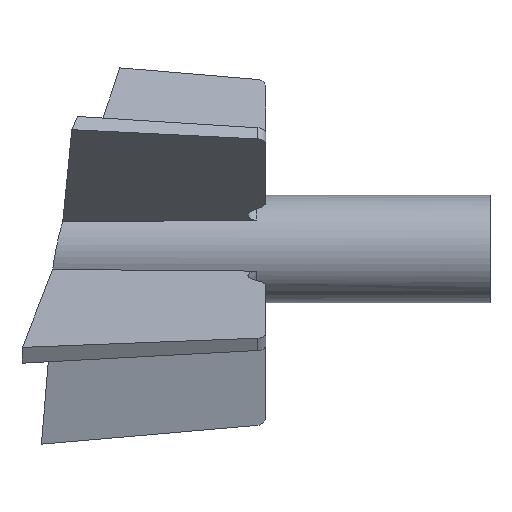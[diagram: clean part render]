
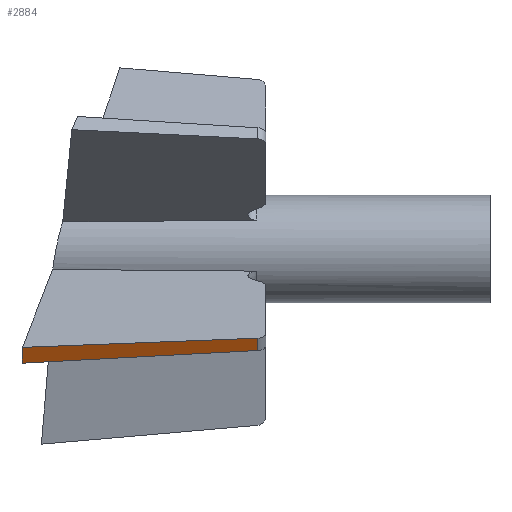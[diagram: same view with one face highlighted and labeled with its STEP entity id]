
A CAD part, left-side view. The second image highlights one B-rep face of the part: STEP entity #2884.
In plain terms, the highlighted planar face has unit normal (-0.845, -0.087, -0.528).
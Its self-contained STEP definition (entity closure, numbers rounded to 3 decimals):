
#2884 = ADVANCED_FACE('',(#2885),#2899,.T.);
#2885 = FACE_BOUND('',#2886,.T.);
#2886 = EDGE_LOOP('',(#2887,#2910,#2926,#2942));
#2887 = ORIENTED_EDGE('',*,*,#2888,.T.);
#2888 = EDGE_CURVE('',#2889,#2891,#2893,.T.);
#2889 = VERTEX_POINT('',#2890);
#2890 = CARTESIAN_POINT('',(1711.289,-747.625,
    1511.246));
#2891 = VERTEX_POINT('',#2892);
#2892 = CARTESIAN_POINT('',(1712.203,-760.772,
    1511.953));
#2893 = SURFACE_CURVE('',#2894,(#2898),.PCURVE_S1.);
#2894 = LINE('',#2895,#2896);
#2895 = CARTESIAN_POINT('',(1712.223,-761.055,
    1511.968));
#2896 = VECTOR('',#2897,1.);
#2897 = DIRECTION('',(0.069,-0.996,
    0.054));
#2898 = PCURVE('',#2899,#2904);
#2899 = PLANE('',#2900);
#2900 = AXIS2_PLACEMENT_3D('',#2901,#2902,#2903);
#2901 = CARTESIAN_POINT('',(1712.222,-761.055,
    1511.97));
#2902 = DIRECTION('',(-0.845,-0.087,
    -0.528));
#2903 = DIRECTION('',(0.53,0.,-0.848)
  );
#2904 = DEFINITIONAL_REPRESENTATION('',(#2905),#2909);
#2905 = LINE('',#2906,#2907);
#2906 = CARTESIAN_POINT('',(0.002,0.));
#2907 = VECTOR('',#2908,1.);
#2908 = DIRECTION('',(-0.009,1.));
#2909 = ( GEOMETRIC_REPRESENTATION_CONTEXT(2) 
PARAMETRIC_REPRESENTATION_CONTEXT() REPRESENTATION_CONTEXT('2D SPACE',''
  ) );
#2910 = ORIENTED_EDGE('',*,*,#2911,.T.);
#2911 = EDGE_CURVE('',#2891,#2912,#2914,.T.);
#2912 = VERTEX_POINT('',#2913);
#2913 = CARTESIAN_POINT('',(1711.775,-760.772,
    1512.638));
#2914 = SURFACE_CURVE('',#2915,(#2919),.PCURVE_S1.);
#2915 = LINE('',#2916,#2917);
#2916 = CARTESIAN_POINT('',(1712.201,-760.772,
    1511.957));
#2917 = VECTOR('',#2918,1.);
#2918 = DIRECTION('',(-0.53,0.,0.848)
  );
#2919 = PCURVE('',#2899,#2920);
#2920 = DEFINITIONAL_REPRESENTATION('',(#2921),#2925);
#2921 = LINE('',#2922,#2923);
#2922 = CARTESIAN_POINT('',(0.,-0.283));
#2923 = VECTOR('',#2924,1.);
#2924 = DIRECTION('',(-1.,0.));
#2925 = ( GEOMETRIC_REPRESENTATION_CONTEXT(2) 
PARAMETRIC_REPRESENTATION_CONTEXT() REPRESENTATION_CONTEXT('2D SPACE',''
  ) );
#2926 = ORIENTED_EDGE('',*,*,#2927,.F.);
#2927 = EDGE_CURVE('',#2928,#2912,#2930,.T.);
#2928 = VERTEX_POINT('',#2929);
#2929 = CARTESIAN_POINT('',(1710.741,-747.653,
    1512.127));
#2930 = SURFACE_CURVE('',#2931,(#2935),.PCURVE_S1.);
#2931 = LINE('',#2932,#2933);
#2932 = CARTESIAN_POINT('',(1711.798,-761.055,
    1512.649));
#2933 = VECTOR('',#2934,1.);
#2934 = DIRECTION('',(0.079,-0.996,
    0.039));
#2935 = PCURVE('',#2899,#2936);
#2936 = DEFINITIONAL_REPRESENTATION('',(#2937),#2941);
#2937 = LINE('',#2938,#2939);
#2938 = CARTESIAN_POINT('',(-0.802,0.));
#2939 = VECTOR('',#2940,1.);
#2940 = DIRECTION('',(0.009,1.));
#2941 = ( GEOMETRIC_REPRESENTATION_CONTEXT(2) 
PARAMETRIC_REPRESENTATION_CONTEXT() REPRESENTATION_CONTEXT('2D SPACE',''
  ) );
#2942 = ORIENTED_EDGE('',*,*,#2943,.T.);
#2943 = EDGE_CURVE('',#2928,#2889,#2944,.T.);
#2944 = SURFACE_CURVE('',#2945,(#2950),.PCURVE_S1.);
#2945 = B_SPLINE_CURVE_WITH_KNOTS('',3,(#2946,#2947,#2948,#2949),
  .UNSPECIFIED.,.F.,.F.,(4,4),(0.,1.),.PIECEWISE_BEZIER_KNOTS.);
#2946 = CARTESIAN_POINT('',(1710.741,-747.653,
    1512.127));
#2947 = CARTESIAN_POINT('',(1710.924,-747.642,
    1511.834));
#2948 = CARTESIAN_POINT('',(1711.106,-747.633,
    1511.54));
#2949 = CARTESIAN_POINT('',(1711.289,-747.625,
    1511.246));
#2950 = PCURVE('',#2899,#2951);
#2951 = DEFINITIONAL_REPRESENTATION('',(#2952),#2957);
#2952 = B_SPLINE_CURVE_WITH_KNOTS('',3,(#2953,#2954,#2955,#2956),
  .UNSPECIFIED.,.F.,.F.,(4,4),(0.,1.),.PIECEWISE_BEZIER_KNOTS.);
#2953 = CARTESIAN_POINT('',(-0.918,-13.453));
#2954 = CARTESIAN_POINT('',(-0.573,-13.463));
#2955 = CARTESIAN_POINT('',(-0.227,-13.473));
#2956 = CARTESIAN_POINT('',(0.119,-13.481));
#2957 = ( GEOMETRIC_REPRESENTATION_CONTEXT(2) 
PARAMETRIC_REPRESENTATION_CONTEXT() REPRESENTATION_CONTEXT('2D SPACE',''
  ) );
